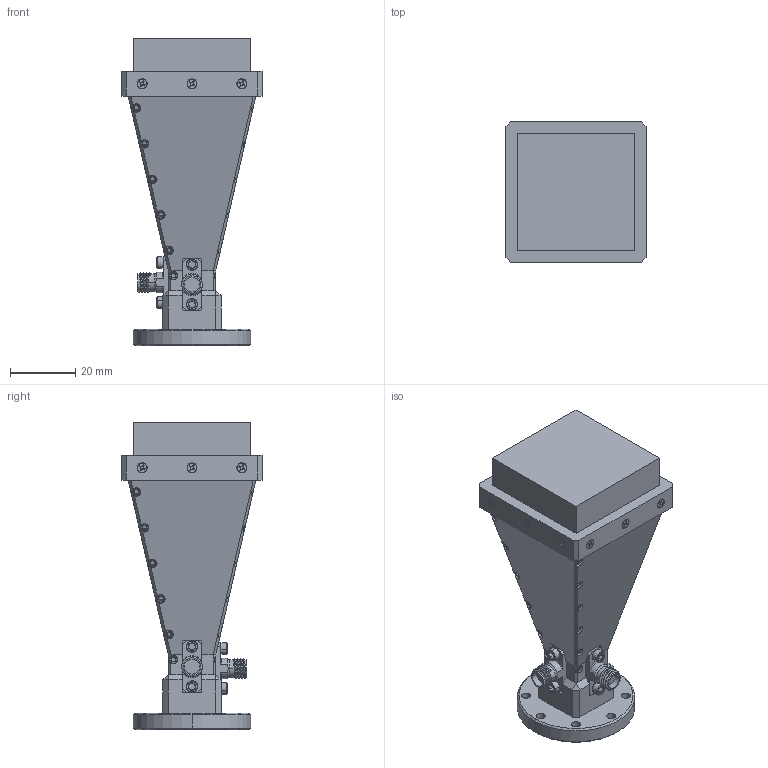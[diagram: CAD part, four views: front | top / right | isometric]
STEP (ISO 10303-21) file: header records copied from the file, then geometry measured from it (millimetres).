
FILE_DESCRIPTION (( 'STEP AP203' ), '1' );
FILE_NAME ('AV-C19-QR.STEP', '2025-09-02T17:17:52', ( '' ), ( '' ), 'SwSTEP 2.0', 'SolidWorks 2021', '' );
FILE_SCHEMA (( 'CONFIG_CONTROL_DESIGN' ));
Length unit declared in the file: inch
Products named in the file (1): AV-C19-QR
Bounding box: 42.81 x 42.81 x 93.98 mm (x, y, z)
Volume: 77376.4 mm3; surface area: 16370.2 mm2
Topology: 1 solids, 13 shells, 1307 faces, 3074 edges, 1877 vertices
Faces by surface type: plane 613, cone 422, cylinder 258, torus 8, bspline 6
Entity records: 39207 total; most frequent: CARTESIAN_POINT 9795, ORIENTED_EDGE 6144, DIRECTION 6056, EDGE_CURVE 3072, AXIS2_PLACEMENT_3D 2288, VERTEX_POINT 1877, VECTOR 1480, LINE 1480
